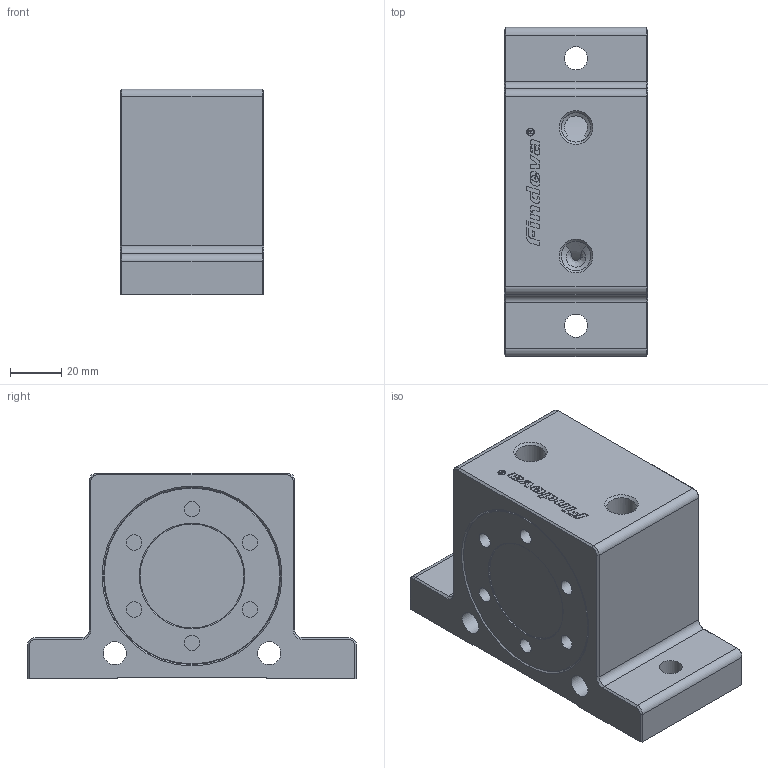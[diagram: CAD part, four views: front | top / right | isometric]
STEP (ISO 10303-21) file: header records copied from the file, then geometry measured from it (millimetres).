
FILE_DESCRIPTION((''),'2;1');
FILE_NAME('8025-00-M.stp','2012-03-28T23:07:50',('Petr'),(''),'Autodesk Inventor 2011','Autodesk Inventor 2011','');
FILE_SCHEMA(('CONFIG_CONTROL_DESIGN'));
Length unit declared in the file: millimetre
Products named in the file (1): 8025-00-M
Bounding box: 56 x 128 x 80 mm (x, y, z)
Volume: 382150.8 mm3; surface area: 42893.3 mm2
Topology: 1 solids, 1 shells, 277 faces, 705 edges, 466 vertices
Faces by surface type: plane 172, cylinder 73, cone 20, bspline 10, torus 2
Full cylindrical faces by diameter (mm): 2.682 x1, 2.982 x1, 6 x12, 9 x4, 11.445 x2, 41 x2
Entity records: 8427 total; most frequent: CARTESIAN_POINT 1694, DIRECTION 1323, ORIENTED_EDGE 1310, EDGE_CURVE 655, VECTOR 463, LINE 463, VERTEX_POINT 446, AXIS2_PLACEMENT_3D 430
